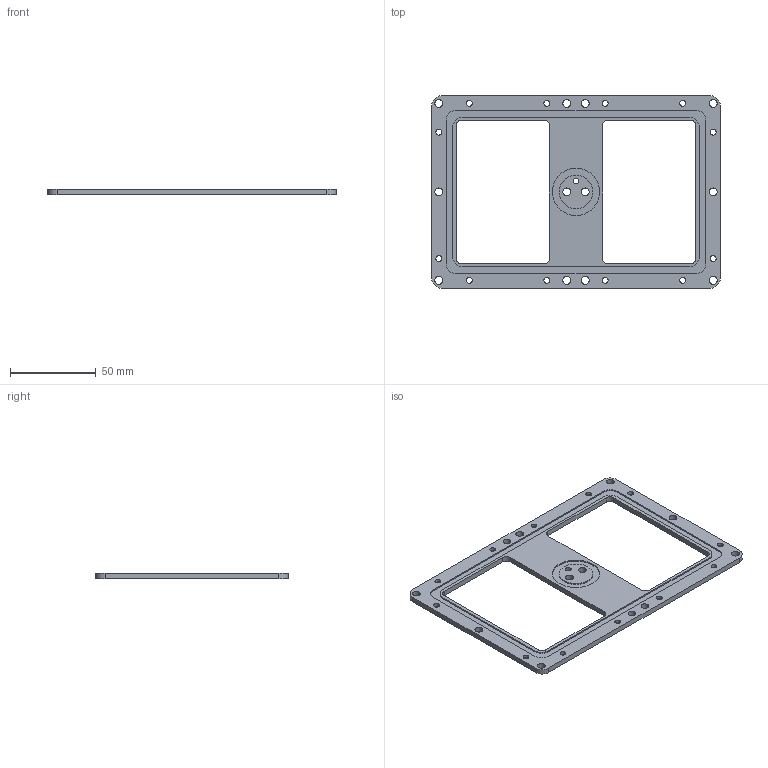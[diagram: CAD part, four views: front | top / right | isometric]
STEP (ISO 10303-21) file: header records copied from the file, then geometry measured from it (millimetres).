
FILE_DESCRIPTION (( 'STEP AP214' ), '1' );
FILE_NAME ('1006315A.stp', '2019-08-19T21:07:07', ( '' ), ( '' ), 'SwSTEP 2.0', 'SolidWorks 2019', '' );
FILE_SCHEMA (( 'AUTOMOTIVE_DESIGN' ));
Length unit declared in the file: inch
Products named in the file (1): 1006315A
Bounding box: 168.15 x 112.14 x 3.17 mm (x, y, z)
Volume: 26280 mm3; surface area: 24980.5 mm2
Topology: 1 solids, 1 shells, 162 faces, 430 edges, 278 vertices
Faces by surface type: cylinder 90, plane 46, cone 26
Entity records: 5240 total; most frequent: DIRECTION 962, CARTESIAN_POINT 871, ORIENTED_EDGE 860, EDGE_CURVE 430, AXIS2_PLACEMENT_3D 369, VERTEX_POINT 278, LINE 224, EDGE_LOOP 224
